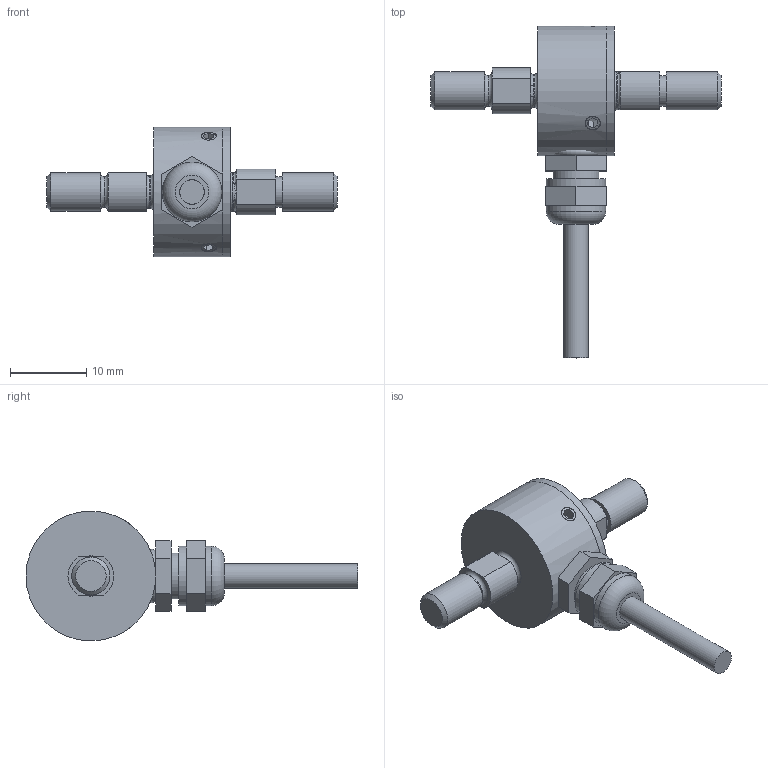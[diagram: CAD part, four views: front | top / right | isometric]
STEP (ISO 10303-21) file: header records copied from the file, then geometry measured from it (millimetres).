
FILE_DESCRIPTION( ( 'Unknown' ), '1' );
FILE_NAME( 'K-1107_10-200N.stp', 'Unknown', ( 'Unknown' ), ( 'Unknown' ), 'PSStep 17.0.49', 'Unknown', ' ' );
FILE_SCHEMA( ( 'AUTOMOTIVE_DESIGN { 1 0 10303 214 1 1 1 1 }' ) );
Length unit declared in the file: millimetre
Products named in the file (6): Assem1; 1107-001_doc-00054605; 1107-002_DOC-00064922; kv m6x1_doc-00040935; kabeldurchmesser 3,2_doc-00040959; Gewindestift DIN 913-M2,5x4
Assembly tree (7 placements, depth 2):
  Assem1
    1107-001_doc-00054605
    1107-002_DOC-00064922
    kv m6x1_doc-00040935
    kabeldurchmesser 3,2_doc-00040959
    Gewindestift DIN 913-M2,5x4  x3
Bounding box: 38 x 43.5 x 17 mm (x, y, z)
Volume: 3546.3 mm3; surface area: 3010.5 mm2
Topology: 7 solids, 7 shells, 138 faces, 295 edges, 181 vertices
Faces by surface type: plane 81, cylinder 29, cone 12, torus 10, bspline 6
Full cylindrical faces by diameter (mm): 2.013 x3, 2.5 x3, 3.2 x2, 4 x2, 4.3 x1, 4.917 x1, 5 x3, 6 x2, 7.8 x2, 17 x2
Entity records: 4194 total; most frequent: CARTESIAN_POINT 1418, DIRECTION 432, ORIENTED_EDGE 338, AXIS2_PLACEMENT_3D 173, EDGE_CURVE 169, EDGE_LOOP 150, FACE_OUTER_BOUND 127, VERTEX_POINT 125
